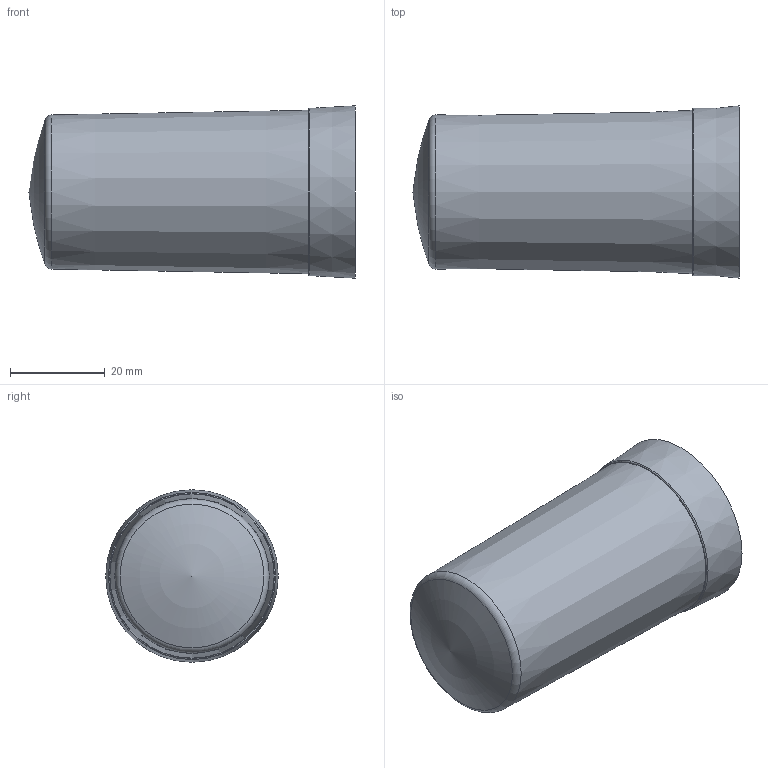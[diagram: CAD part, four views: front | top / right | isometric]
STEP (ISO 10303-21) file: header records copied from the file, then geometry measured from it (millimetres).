
FILE_DESCRIPTION (( 'STEP AP214' ), '1' );
FILE_NAME ('HG2403UR-NMOW.STEP', '2018-01-18T16:56:16', ( '' ), ( '' ), 'SwSTEP 2.0', 'SolidWorks 2014', '' );
FILE_SCHEMA (( 'AUTOMOTIVE_DESIGN' ));
Length unit declared in the file: inch
Products named in the file (1): HG2403UR-NMOW
Bounding box: 68.83 x 36.37 x 36.37 mm (x, y, z)
Volume: 53314.7 mm3; surface area: 11324.8 mm2
Topology: 1 solids, 1 shells, 53 faces, 113 edges, 72 vertices
Faces by surface type: plane 24, cylinder 15, cone 10, torus 4
Full cylindrical faces by diameter (mm): 2.794 x1, 14.529 x1, 25.4 x1, 28.53 x1, 29.413 x1, 32.004 x1, 32.614 x1
Entity records: 2003 total; most frequent: DIRECTION 242, CARTESIAN_POINT 212, ORIENTED_EDGE 178, AXIS2_PLACEMENT_3D 99, EDGE_CURVE 89, EDGE_LOOP 84, VERTEX_POINT 69, FACE_OUTER_BOUND 63
